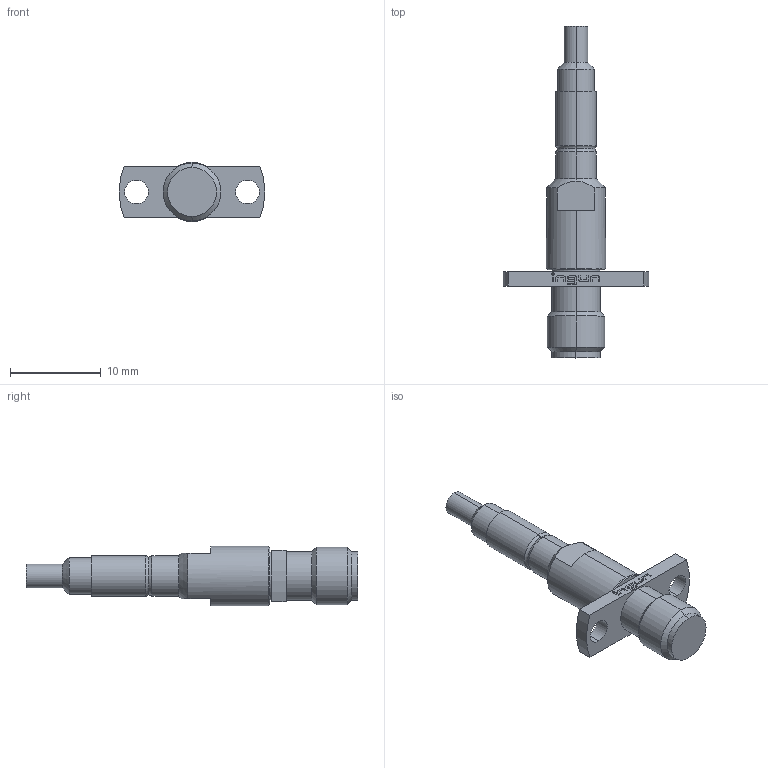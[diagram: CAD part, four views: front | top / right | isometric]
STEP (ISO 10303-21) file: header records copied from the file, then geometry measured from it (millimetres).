
FILE_DESCRIPTION (( 'STEP AP203' ), '1' );
FILE_NAME ('INGUN_HFS-822_303_090_A_xx43_UFL.STEP', '2022-05-04T09:37:41', ( 'ochi' ), ( '' ), 'SwSTEP 2.0', 'SolidWorks 2018', '' );
FILE_SCHEMA (( 'CONFIG_CONTROL_DESIGN' ));
Length unit declared in the file: millimetre
Products named in the file (1): INGUN_HFS-822_303_090_A_xx43_UFL
Bounding box: 15.96 x 36.5 x 6.5 mm (x, y, z)
Volume: 862.8 mm3; surface area: 833.8 mm2
Topology: 1 solids, 1 shells, 137 faces, 336 edges, 211 vertices
Faces by surface type: plane 59, cylinder 32, bspline 22, cone 18, torus 6
Entity records: 4379 total; most frequent: CARTESIAN_POINT 1249, ORIENTED_EDGE 668, DIRECTION 560, EDGE_CURVE 334, VERTEX_POINT 211, AXIS2_PLACEMENT_3D 198, LINE 164, VECTOR 164
